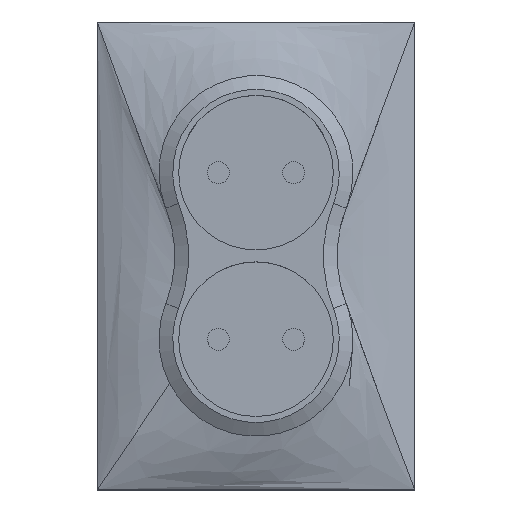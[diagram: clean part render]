
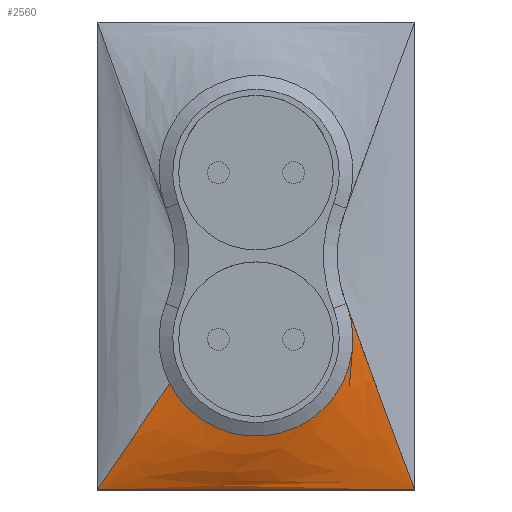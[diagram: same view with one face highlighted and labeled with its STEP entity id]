
A CAD part, top view. The second image highlights one B-rep face of the part: STEP entity #2560.
In plain terms, the highlighted free-form (B-spline) face has degree [3, 3] with [13, 4] control points.
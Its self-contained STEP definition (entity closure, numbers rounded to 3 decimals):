
#13 = EDGE_CURVE ( 'NONE', #2043, #3014, #457, .T. ) ;
#17 = CARTESIAN_POINT ( 'NONE',  ( -34.044, -50.215, 9.99 ) ) ;
#148 = EDGE_CURVE ( 'NONE', #2043, #1087, #563, .T. ) ;
#328 = AXIS2_PLACEMENT_3D ( 'NONE', #2599, #2552, #2568 ) ;
#345 = CARTESIAN_POINT ( 'NONE',  ( 22.751, -12.007, 13. ) ) ;
#363 = CARTESIAN_POINT ( 'NONE',  ( 25.858, -34.905, 11.998 ) ) ;
#378 = CARTESIAN_POINT ( 'NONE',  ( 3.325, -54.117, 9.99 ) ) ;
#393 = CARTESIAN_POINT ( 'NONE',  ( -28.333, -59., 7. ) ) ;
#442 = CARTESIAN_POINT ( 'NONE',  ( -34.044, -50.215, 9.99 ) ) ;
#457 = CIRCLE ( 'NONE', #328, 24.464 ) ;
#537 = ORIENTED_EDGE ( 'NONE', *, *, #148, .F. ) ;
#563 = B_SPLINE_CURVE_WITH_KNOTS ( 'NONE', 3,
 ( #3641, #3596, #3611, #2080 ),
 .UNSPECIFIED., .F., .F.,
 ( 4, 4 ),
 ( 0., 1. ),
 .UNSPECIFIED. ) ;
#612 = DIRECTION ( 'NONE',  ( 1., 0., 0. ) ) ;
#635 = FACE_OUTER_BOUND ( 'NONE', #3247, .T. ) ;
#643 = LINE ( 'NONE', #1383, #4023 ) ;
#653 = B_SPLINE_SURFACE_WITH_KNOTS ( 'NONE', 3, 3, ( 
 ( #345, #2117, #720, #3048 ),
 ( #1105, #3352, #1497, #3667 ),
 ( #1821, #3984, #2131, #4295 ),
 ( #2433, #363, #2748, #739 ),
 ( #3054, #1123, #3362, #1510 ),
 ( #3681, #1830, #4000, #2140 ),
 ( #4304, #2446, #378, #2762 ),
 ( #755, #3072, #1135, #3375 ),
 ( #1523, #3694, #1840, #4015 ),
 ( #2159, #4313, #2458, #393 ),
 ( #2773, #773, #3081, #1155 ),
 ( #3385, #1540, #3708, #1850 ),
 ( #4026, #2168, #17, #2466 ) ),
 .UNSPECIFIED., .F., .F., .F.,
 ( 4, 1, 1, 1, 1, 1, 1, 1, 1, 1, 4 ),
 ( 4, 4 ),
 ( 0.744, 0.76, 0.776, 0.808, 0.84, 0.872, 0.904, 0.936, 0.968, 0.984, 1. ),
 ( 0., 1. ),
 .UNSPECIFIED. ) ;
#720 = CARTESIAN_POINT ( 'NONE',  ( 34.135, -43.506, 9.99 ) ) ;
#739 = CARTESIAN_POINT ( 'NONE',  ( 28.333, -59., 7. ) ) ;
#755 = CARTESIAN_POINT ( 'NONE',  ( 1.096, -46.039, 13. ) ) ;
#773 = CARTESIAN_POINT ( 'NONE',  ( -24.691, -43.895, 11.998 ) ) ;
#970 = B_SPLINE_CURVE_WITH_KNOTS ( 'NONE', 3,
 ( #3119, #2815, #442, #3424 ),
 .UNSPECIFIED., .F., .F.,
 ( 4, 4 ),
 ( 0., 1. ),
 .UNSPECIFIED. ) ;
#1087 = VERTEX_POINT ( 'NONE', #4157 ) ;
#1105 = CARTESIAN_POINT ( 'NONE',  ( 23.322, -13.45, 13. ) ) ;
#1123 = CARTESIAN_POINT ( 'NONE',  ( 22.062, -40.074, 11.998 ) ) ;
#1135 = CARTESIAN_POINT ( 'NONE',  ( -6.417, -54.85, 9.99 ) ) ;
#1155 = CARTESIAN_POINT ( 'NONE',  ( -35., -59., 7. ) ) ;
#1158 = EDGE_CURVE ( 'NONE', #3350, #1087, #643, .T. ) ;
#1311 = EDGE_CURVE ( 'NONE', #3014, #3350, #970, .T. ) ;
#1379 = ORIENTED_EDGE ( 'NONE', *, *, #13, .T. ) ;
#1383 = CARTESIAN_POINT ( 'NONE',  ( -40., -59., 7. ) ) ;
#1497 = CARTESIAN_POINT ( 'NONE',  ( 33.214, -43.988, 9.99 ) ) ;
#1510 = CARTESIAN_POINT ( 'NONE',  ( 20., -59., 7. ) ) ;
#1523 = CARTESIAN_POINT ( 'NONE',  ( -8.287, -44.654, 13. ) ) ;
#1540 = CARTESIAN_POINT ( 'NONE',  ( -26.92, -42.143, 11.998 ) ) ;
#1709 = CARTESIAN_POINT ( 'NONE',  ( 22.751, -12.007, 13. ) ) ;
#1821 = CARTESIAN_POINT ( 'NONE',  ( 24.186, -16.446, 13. ) ) ;
#1830 = CARTESIAN_POINT ( 'NONE',  ( 15.288, -45.379, 11.998 ) ) ;
#1840 = CARTESIAN_POINT ( 'NONE',  ( -16.212, -54.389, 9.99 ) ) ;
#1850 = CARTESIAN_POINT ( 'NONE',  ( -38.333, -59., 7. ) ) ;
#1993 = CARTESIAN_POINT ( 'NONE',  ( -21.785, -32.132, 13. ) ) ;
#2043 = VERTEX_POINT ( 'NONE', #1709 ) ;
#2080 = CARTESIAN_POINT ( 'NONE',  ( 40., -59., 7. ) ) ;
#2117 = CARTESIAN_POINT ( 'NONE',  ( 28.41, -27.804, 11.998 ) ) ;
#2131 = CARTESIAN_POINT ( 'NONE',  ( 31.28, -44.986, 9.99 ) ) ;
#2140 = CARTESIAN_POINT ( 'NONE',  ( 10., -59., 7. ) ) ;
#2159 = CARTESIAN_POINT ( 'NONE',  ( -15.116, -40.676, 13. ) ) ;
#2161 = ORIENTED_EDGE ( 'NONE', *, *, #1311, .T. ) ;
#2168 = CARTESIAN_POINT ( 'NONE',  ( -27.947, -41.222, 11.998 ) ) ;
#2433 = CARTESIAN_POINT ( 'NONE',  ( 24.756, -22.658, 13. ) ) ;
#2446 = CARTESIAN_POINT ( 'NONE',  ( 6.79, -49.026, 11.998 ) ) ;
#2458 = CARTESIAN_POINT ( 'NONE',  ( -24.043, -53.063, 9.99 ) ) ;
#2466 = CARTESIAN_POINT ( 'NONE',  ( -40., -59., 7. ) ) ;
#2552 = DIRECTION ( 'NONE',  ( 0., 0., -1. ) ) ;
#2560 = ADVANCED_FACE ( 'NONE', ( #635 ), #653, .T. ) ;
#2568 = DIRECTION ( 'NONE',  ( -1., 0., 0. ) ) ;
#2599 = CARTESIAN_POINT ( 'NONE',  ( 0., -21., 13. ) ) ;
#2748 = CARTESIAN_POINT ( 'NONE',  ( 27.025, -47.057, 9.99 ) ) ;
#2762 = CARTESIAN_POINT ( 'NONE',  ( 0., -59., 7. ) ) ;
#2773 = CARTESIAN_POINT ( 'NONE',  ( -19.401, -36.143, 13. ) ) ;
#2815 = CARTESIAN_POINT ( 'NONE',  ( -27.947, -41.222, 11.998 ) ) ;
#3014 = VERTEX_POINT ( 'NONE', #1993 ) ;
#3048 = CARTESIAN_POINT ( 'NONE',  ( 40., -59., 7. ) ) ;
#3054 = CARTESIAN_POINT ( 'NONE',  ( 23.229, -30.412, 13. ) ) ;
#3072 = CARTESIAN_POINT ( 'NONE',  ( -2.693, -50.493, 11.998 ) ) ;
#3081 = CARTESIAN_POINT ( 'NONE',  ( -29.916, -51.552, 9.99 ) ) ;
#3119 = CARTESIAN_POINT ( 'NONE',  ( -21.785, -32.132, 13. ) ) ;
#3247 = EDGE_LOOP ( 'NONE', ( #1379, #2161, #3693, #537 ) ) ;
#3350 = VERTEX_POINT ( 'NONE', #4224 ) ;
#3352 = CARTESIAN_POINT ( 'NONE',  ( 28.235, -28.767, 11.998 ) ) ;
#3362 = CARTESIAN_POINT ( 'NONE',  ( 20.961, -49.641, 9.99 ) ) ;
#3375 = CARTESIAN_POINT ( 'NONE',  ( -10., -59., 7. ) ) ;
#3385 = CARTESIAN_POINT ( 'NONE',  ( -21.078, -33.514, 13. ) ) ;
#3424 = CARTESIAN_POINT ( 'NONE',  ( -40., -59., 7. ) ) ;
#3596 = CARTESIAN_POINT ( 'NONE',  ( 28.41, -27.804, 11.998 ) ) ;
#3611 = CARTESIAN_POINT ( 'NONE',  ( 34.135, -43.506, 9.99 ) ) ;
#3641 = CARTESIAN_POINT ( 'NONE',  ( 22.751, -12.007, 13. ) ) ;
#3667 = CARTESIAN_POINT ( 'NONE',  ( 38.333, -59., 7. ) ) ;
#3681 = CARTESIAN_POINT ( 'NONE',  ( 18.068, -38.369, 13. ) ) ;
#3693 = ORIENTED_EDGE ( 'NONE', *, *, #1158, .T. ) ;
#3694 = CARTESIAN_POINT ( 'NONE',  ( -12.282, -49.569, 11.998 ) ) ;
#3708 = CARTESIAN_POINT ( 'NONE',  ( -32.697, -50.676, 9.99 ) ) ;
#3984 = CARTESIAN_POINT ( 'NONE',  ( 27.7, -30.764, 11.998 ) ) ;
#4000 = CARTESIAN_POINT ( 'NONE',  ( 12.574, -52.294, 9.99 ) ) ;
#4015 = CARTESIAN_POINT ( 'NONE',  ( -20., -59., 7. ) ) ;
#4023 = VECTOR ( 'NONE', #612, 1000. ) ;
#4026 = CARTESIAN_POINT ( 'NONE',  ( -21.785, -32.132, 13. ) ) ;
#4157 = CARTESIAN_POINT ( 'NONE',  ( 40., -59., 7. ) ) ;
#4224 = CARTESIAN_POINT ( 'NONE',  ( -40., -59., 7. ) ) ;
#4295 = CARTESIAN_POINT ( 'NONE',  ( 35., -59., 7. ) ) ;
#4304 = CARTESIAN_POINT ( 'NONE',  ( 10.321, -43.839, 13. ) ) ;
#4313 = CARTESIAN_POINT ( 'NONE',  ( -19.612, -46.917, 11.998 ) ) ;
